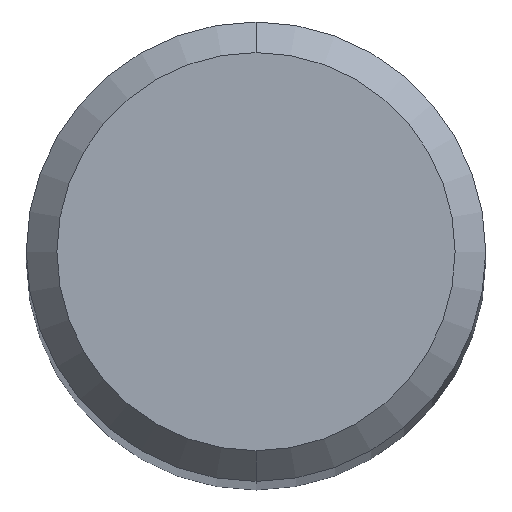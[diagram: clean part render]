
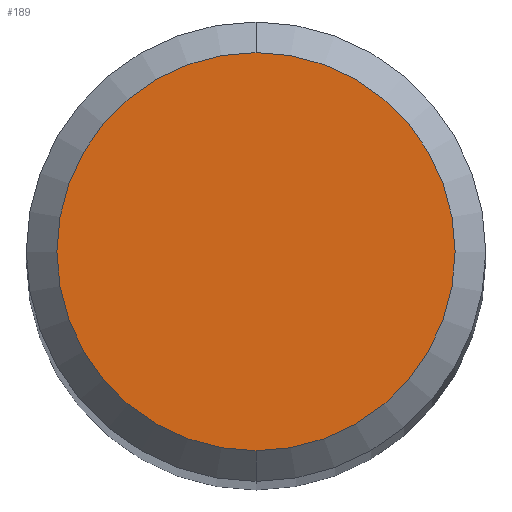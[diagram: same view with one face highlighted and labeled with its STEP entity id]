
A CAD part, top view. The second image highlights one B-rep face of the part: STEP entity #189.
In plain terms, the highlighted planar face has unit normal (0, 0, 1).
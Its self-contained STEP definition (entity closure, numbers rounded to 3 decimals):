
#101=VERTEX_POINT('',#244);
#105=VERTEX_POINT('',#248);
#189=ADVANCED_FACE('',(#342),#343,.T.);
#207=EDGE_CURVE('',#105,#101,#363,.T.);
#215=EDGE_CURVE('',#101,#105,#373,.T.);
#244=CARTESIAN_POINT('',(0.,-2.6,0.0));
#248=CARTESIAN_POINT('',(0.0,2.6,0.0));
#342=FACE_OUTER_BOUND('',#522,.T.);
#343=PLANE('',#523);
#363=CIRCLE('',#551,2.6);
#373=CIRCLE('',#562,2.6);
#522=EDGE_LOOP('',(#691,#692));
#523=AXIS2_PLACEMENT_3D('',#693,#694,#695);
#551=AXIS2_PLACEMENT_3D('',#721,#722,#723);
#562=AXIS2_PLACEMENT_3D('',#740,#741,#742);
#691=ORIENTED_EDGE('',*,*,#207,.F.);
#692=ORIENTED_EDGE('',*,*,#215,.F.);
#693=CARTESIAN_POINT('',(0.0,1.3,0.0));
#694=DIRECTION('',(-0.0,0.0,1.0));
#695=DIRECTION('',(0.0,-1.0,0.0));
#721=CARTESIAN_POINT('',(0.0,0.0,0.0));
#722=DIRECTION('',(0.0,0.0,-1.0));
#723=DIRECTION('',(0.0,1.0,0.0));
#740=CARTESIAN_POINT('',(0.0,0.0,0.0));
#741=DIRECTION('',(0.0,0.0,-1.0));
#742=DIRECTION('',(0.0,1.0,0.0));
